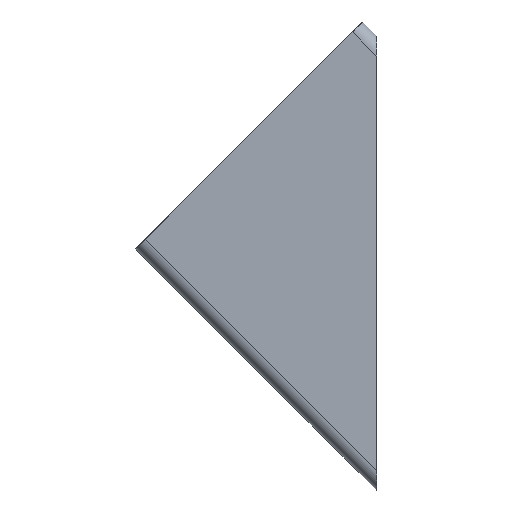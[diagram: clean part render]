
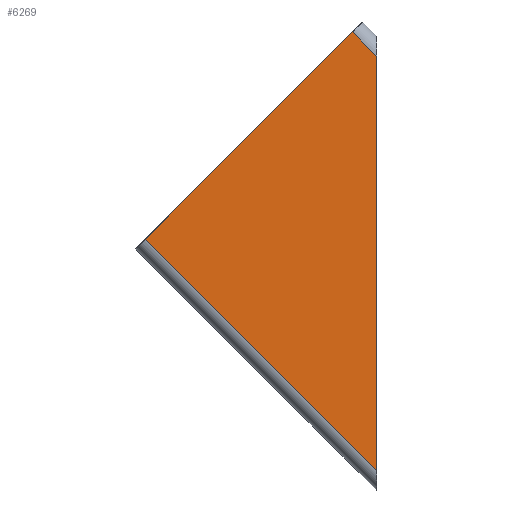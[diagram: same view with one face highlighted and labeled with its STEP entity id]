
A CAD part, left-side view. The second image highlights one B-rep face of the part: STEP entity #6269.
In plain terms, the highlighted planar face has unit normal (-1, 0.004, 0).
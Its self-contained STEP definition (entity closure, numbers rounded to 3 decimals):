
#134 = CARTESIAN_POINT ( 'NONE',  ( -20., 0., -55.167 ) ) ;
#309 = DIRECTION ( 'NONE',  ( -1., 0.003, 0. ) ) ;
#335 = DIRECTION ( 'NONE',  ( -0.003, -1., 0. ) ) ;
#361 = PLANE ( 'NONE',  #6242 ) ;
#414 = VERTEX_POINT ( 'NONE', #1928 ) ;
#855 = FACE_OUTER_BOUND ( 'NONE', #5024, .T. ) ;
#1668 = LINE ( 'NONE', #4603, #1747 ) ;
#1708 = CARTESIAN_POINT ( 'NONE',  ( -20., 0., 48.071 ) ) ;
#1747 = VECTOR ( 'NONE', #4584, 1000. ) ;
#1883 = CARTESIAN_POINT ( 'NONE',  ( -19.979, 6.017, 54.088 ) ) ;
#1914 = LINE ( 'NONE', #4602, #2215 ) ;
#1928 = CARTESIAN_POINT ( 'NONE',  ( -19.979, 6.017, 54.088 ) ) ;
#2096 = VECTOR ( 'NONE', #5542, 1000. ) ;
#2101 = LINE ( 'NONE', #1883, #2096 ) ;
#2215 = VECTOR ( 'NONE', #4610, 1000. ) ;
#2497 = VECTOR ( 'NONE', #6040, 1000. ) ;
#2499 = LINE ( 'NONE', #6048, #2497 ) ;
#2936 = VERTEX_POINT ( 'NONE', #6716 ) ;
#3886 = ORIENTED_EDGE ( 'NONE', *, *, #4548, .F. ) ;
#3928 = ORIENTED_EDGE ( 'NONE', *, *, #6444, .T. ) ;
#4153 = EDGE_CURVE ( 'NONE', #2936, #6185, #2499, .T. ) ;
#4337 = EDGE_CURVE ( 'NONE', #414, #2936, #2101, .T. ) ;
#4371 = VERTEX_POINT ( 'NONE', #1708 ) ;
#4548 = EDGE_CURVE ( 'NONE', #414, #4371, #1668, .T. ) ;
#4584 = DIRECTION ( 'NONE',  ( -0.002, -0.707, -0.707 ) ) ;
#4602 = CARTESIAN_POINT ( 'NONE',  ( -20., 0., 53.033 ) ) ;
#4603 = CARTESIAN_POINT ( 'NONE',  ( -19.991, 2.551, 50.622 ) ) ;
#4610 = DIRECTION ( 'NONE',  ( 0., 0., 1. ) ) ;
#4749 = CARTESIAN_POINT ( 'NONE',  ( -20., 0., 53.033 ) ) ;
#5024 = EDGE_LOOP ( 'NONE', ( #6684, #5974, #3928, #3886 ) ) ;
#5542 = DIRECTION ( 'NONE',  ( 0.002, 0.707, -0.707 ) ) ;
#5974 = ORIENTED_EDGE ( 'NONE', *, *, #4153, .T. ) ;
#6040 = DIRECTION ( 'NONE',  ( -0.002, -0.707, -0.707 ) ) ;
#6048 = CARTESIAN_POINT ( 'NONE',  ( -19.799, 57.635, 2.469 ) ) ;
#6185 = VERTEX_POINT ( 'NONE', #134 ) ;
#6242 = AXIS2_PLACEMENT_3D ( 'NONE', #4749, #309, #335 ) ;
#6269 = ADVANCED_FACE ( 'NONE', ( #855 ), #361, .T. ) ;
#6444 = EDGE_CURVE ( 'NONE', #6185, #4371, #1914, .T. ) ;
#6684 = ORIENTED_EDGE ( 'NONE', *, *, #4337, .T. ) ;
#6716 = CARTESIAN_POINT ( 'NONE',  ( -19.799, 57.635, 2.469 ) ) ;
